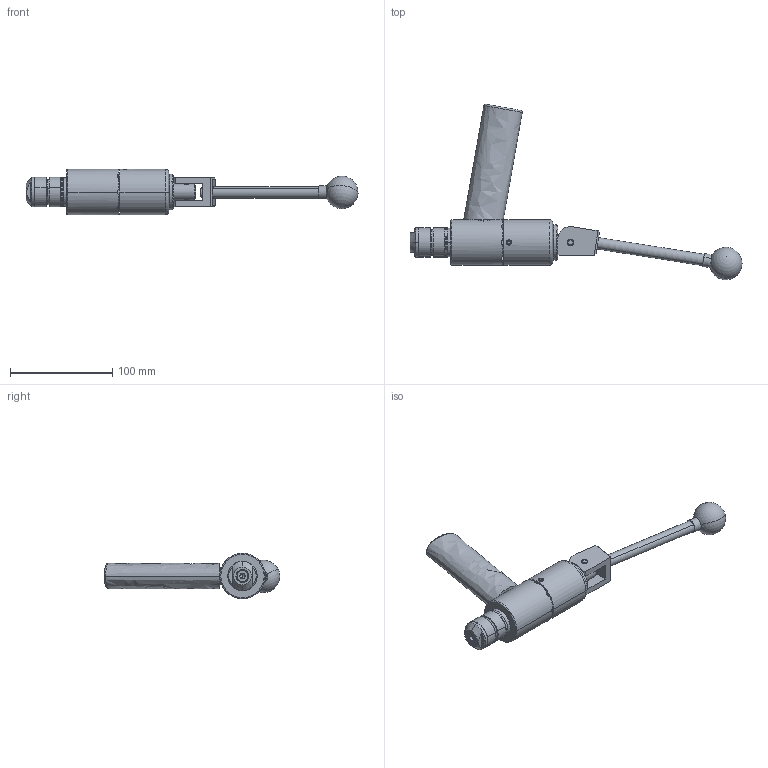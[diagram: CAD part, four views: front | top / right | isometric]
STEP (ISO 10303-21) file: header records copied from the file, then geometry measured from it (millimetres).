
FILE_DESCRIPTION (( 'STEP AP214' ), '1' );
FILE_NAME ('CTSC-003542.STEP', '2025-05-28T11:56:20', ( '' ), ( '' ), 'SwSTEP 2.0', 'SolidWorks 2023', '' );
FILE_SCHEMA (( 'AUTOMOTIVE_DESIGN' ));
Length unit declared in the file: inch
Products named in the file (1): CTSC-003542
Bounding box: 324.96 x 171.73 x 44.45 mm (x, y, z)
Volume: 298568.1 mm3; surface area: 74932.6 mm2
Topology: 11 solids, 12 shells, 305 faces, 724 edges, 461 vertices
Faces by surface type: cylinder 126, plane 109, cone 44, torus 17, bspline 7, sphere 2
Entity records: 15069 total; most frequent: CARTESIAN_POINT 4093, DIRECTION 1466, ORIENTED_EDGE 1430, EDGE_CURVE 715, AXIS2_PLACEMENT_3D 585, VERTEX_POINT 458, EDGE_LOOP 351, LENGTH_MEASURE_WITH_UNIT 308
